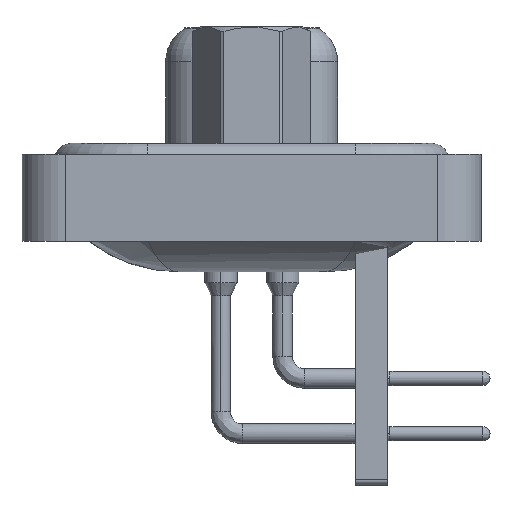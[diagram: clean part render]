
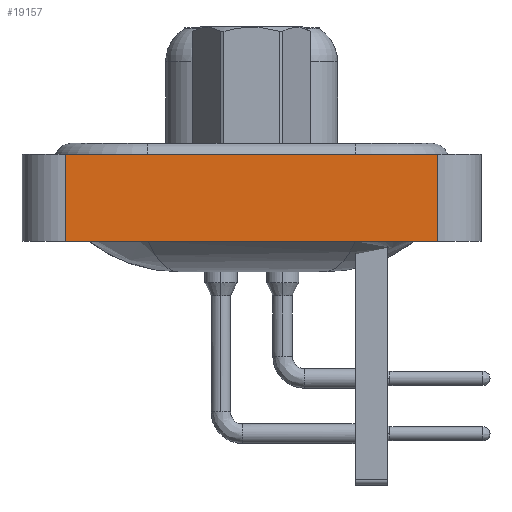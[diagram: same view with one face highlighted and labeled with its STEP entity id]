
A CAD part, left-side view. The second image highlights one B-rep face of the part: STEP entity #19157.
In plain terms, the highlighted planar face has unit normal (-1, 0, 0).
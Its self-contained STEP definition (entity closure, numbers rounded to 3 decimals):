
#1572 = CARTESIAN_POINT ( 'NONE',  ( -7.26, 8.55, -3.6 ) ) ;
#1630 = VECTOR ( 'NONE', #12234, 1000. ) ;
#1893 = CARTESIAN_POINT ( 'NONE',  ( -7.26, 8.55, 0.4 ) ) ;
#2588 = PLANE ( 'NONE',  #16715 ) ;
#2938 = VERTEX_POINT ( 'NONE', #10256 ) ;
#3248 = VERTEX_POINT ( 'NONE', #1893 ) ;
#3541 = CARTESIAN_POINT ( 'NONE',  ( -7.26, -8.55, -3.6 ) ) ;
#3717 = ORIENTED_EDGE ( 'NONE', *, *, #8007, .F. ) ;
#3732 = EDGE_CURVE ( 'NONE', #5562, #5805, #15055, .T. ) ;
#4308 = EDGE_LOOP ( 'NONE', ( #5902, #11540, #3717, #10439 ) ) ;
#4364 = DIRECTION ( 'NONE',  ( -1., 0., 0. ) ) ;
#4714 = CARTESIAN_POINT ( 'NONE',  ( -7.26, -8.55, -3.6 ) ) ;
#5518 = CARTESIAN_POINT ( 'NONE',  ( -7.26, -8.55, 0.4 ) ) ;
#5562 = VERTEX_POINT ( 'NONE', #4714 ) ;
#5698 = VECTOR ( 'NONE', #18307, 1000. ) ;
#5805 = VERTEX_POINT ( 'NONE', #20492 ) ;
#5902 = ORIENTED_EDGE ( 'NONE', *, *, #3732, .T. ) ;
#6706 = EDGE_CURVE ( 'NONE', #2938, #5562, #22595, .T. ) ;
#8007 = EDGE_CURVE ( 'NONE', #2938, #3248, #17363, .T. ) ;
#8746 = LINE ( 'NONE', #5518, #21313 ) ;
#10256 = CARTESIAN_POINT ( 'NONE',  ( -7.26, 8.55, -3.6 ) ) ;
#10439 = ORIENTED_EDGE ( 'NONE', *, *, #6706, .T. ) ;
#11540 = ORIENTED_EDGE ( 'NONE', *, *, #12567, .F. ) ;
#12234 = DIRECTION ( 'NONE',  ( 0., 0., 1. ) ) ;
#12567 = EDGE_CURVE ( 'NONE', #3248, #5805, #8746, .T. ) ;
#12671 = DIRECTION ( 'NONE',  ( 0., -1., 0. ) ) ;
#14822 = CARTESIAN_POINT ( 'NONE',  ( -7.26, -8.55, -3.6 ) ) ;
#15055 = LINE ( 'NONE', #3541, #1630 ) ;
#16590 = DIRECTION ( 'NONE',  ( 0., 0., 1. ) ) ;
#16715 = AXIS2_PLACEMENT_3D ( 'NONE', #14822, #4364, #16590 ) ;
#17363 = LINE ( 'NONE', #1572, #17648 ) ;
#17648 = VECTOR ( 'NONE', #18796, 1000. ) ;
#18307 = DIRECTION ( 'NONE',  ( 0., -1., 0. ) ) ;
#18796 = DIRECTION ( 'NONE',  ( 0., 0., 1. ) ) ;
#19157 = ADVANCED_FACE ( 'NONE', ( #20046 ), #2588, .T. ) ;
#20046 = FACE_OUTER_BOUND ( 'NONE', #4308, .T. ) ;
#20492 = CARTESIAN_POINT ( 'NONE',  ( -7.26, -8.55, 0.4 ) ) ;
#21313 = VECTOR ( 'NONE', #12671, 1000. ) ;
#21754 = CARTESIAN_POINT ( 'NONE',  ( -7.26, -8.55, -3.6 ) ) ;
#22595 = LINE ( 'NONE', #21754, #5698 ) ;
